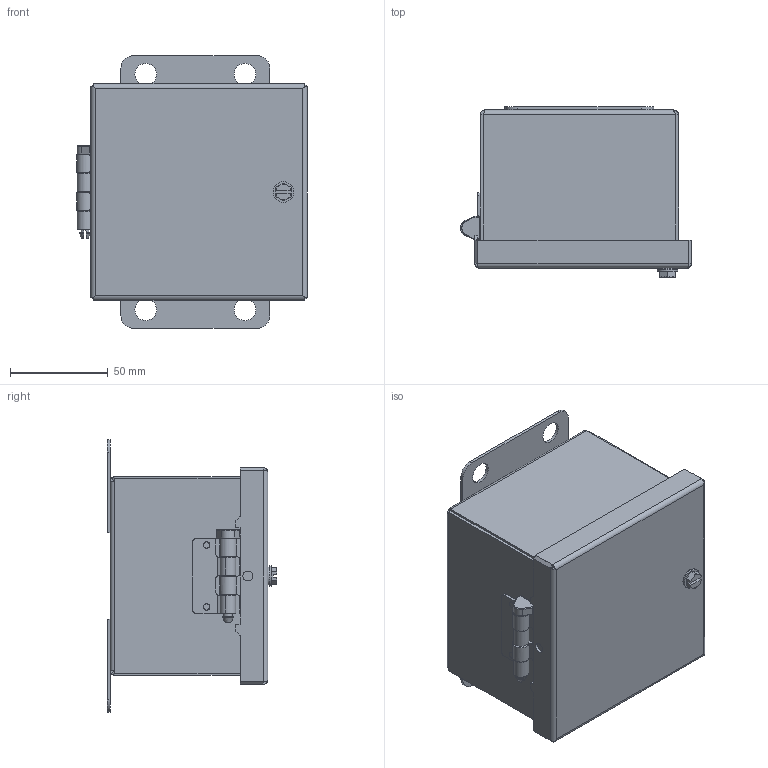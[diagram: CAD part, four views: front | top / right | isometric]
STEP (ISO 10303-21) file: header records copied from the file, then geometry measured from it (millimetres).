
FILE_DESCRIPTION( ( 'Unknown' ), '1' );
FILE_NAME( 'S040403-MONO_16GA.stp', 'Unknown', ( 'Unknown' ), ( 'Unknown' ), 'PSStep 16.0.42', 'Unknown', ' ' );
FILE_SCHEMA( ( 'AUTOMOTIVE_DESIGN { 1 0 10303 214 1 1 1 1 }' ) );
Length unit declared in the file: millimetre
Products named in the file (14): S040403-MONO_16GA_BOITIER; S_Ricci-01; SXX04P_16GA; INSERT_10-32; S040403B-MONO_16GA; S0404_16GA_COUVERCLE; TIGE-S_RICCI; 10-32 x 0.500 AC_CD 201-008-772; S0404_GASKET; S0404C_16GA; 10-32 x 0.500; SEAL ROUGE; no10_NYLON; Assem1
Assembly tree (14 placements, depth 3):
  Assem1
    S0404_16GA_COUVERCLE
      TIGE-S_RICCI
      10-32 x 0.500 AC_CD 201-008-772
      S0404_GASKET
      S0404C_16GA
      10-32 x 0.500
      SEAL ROUGE
      no10_NYLON
    S040403-MONO_16GA_BOITIER
      S_Ricci-01
      SXX04P_16GA  x2
      INSERT_10-32
      S040403B-MONO_16GA
Bounding box: 118.33 x 87.06 x 139.7 mm (x, y, z)
Volume: 147304.6 mm3; surface area: 160292.6 mm2
Topology: 12 solids, 12 shells, 479 faces, 1151 edges, 721 vertices
Faces by surface type: plane 305, cylinder 112, extrusion 28, bspline 12, cone 11, sphere 8, torus 3
Full cylindrical faces by diameter (mm): 0.508 x1, 3.023 x1, 3.162 x2, 3.175 x3, 3.302 x2, 4.039 x1, 4.394 x1, 4.42 x1, 4.826 x3, 5.105 x1, 5.613 x1, 6.35 x1, 6.502 x1, 6.921 x1, 7.366 x1, 9.017 x1, 9.525 x1, 10.516 x1, 11.087 x1, 11.1 x4
Entity records: 18783 total; most frequent: CARTESIAN_POINT 4405, ORIENTED_EDGE 2140, DIRECTION 2009, EDGE_CURVE 1070, VERTEX_POINT 693, AXIS2_PLACEMENT_3D 683, VECTOR 643, LINE 615
